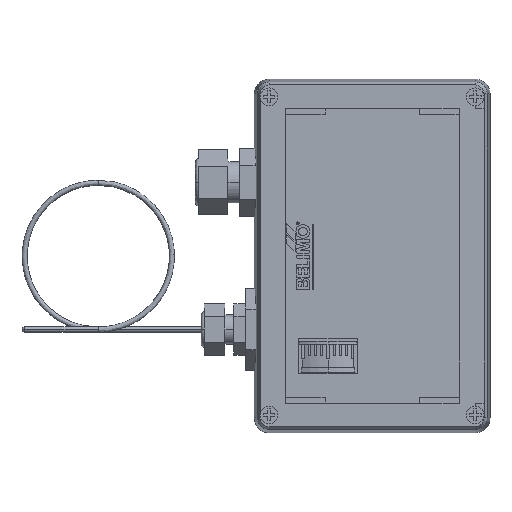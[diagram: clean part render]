
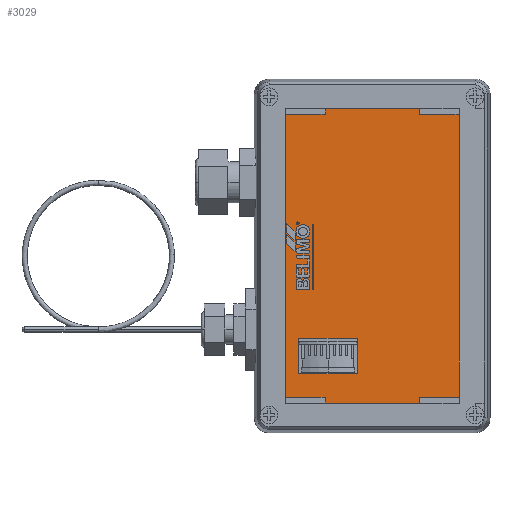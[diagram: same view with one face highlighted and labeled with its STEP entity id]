
A CAD part, top view. The second image highlights one B-rep face of the part: STEP entity #3029.
In plain terms, the highlighted planar face has unit normal (0, 0, 1).
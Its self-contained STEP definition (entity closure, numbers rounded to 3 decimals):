
#2875=VERTEX_POINT('',#8382);
#2927=VERTEX_POINT('',#8439);
#2999=EDGE_CURVE('',#5071,#4917,#8520,.T.);
#3029=ADVANCED_FACE('',(#8551,#8552),#8553,.T.);
#3109=VERTEX_POINT('',#8640);
#3371=EDGE_CURVE('',#3667,#2927,#8933,.T.);
#3509=VERTEX_POINT('',#9088);
#3541=EDGE_CURVE('',#3509,#3109,#9122,.T.);
#3667=VERTEX_POINT('',#9261);
#3767=VERTEX_POINT('',#9370);
#3949=VERTEX_POINT('',#9569);
#4085=EDGE_CURVE('',#7549,#3767,#9716,.T.);
#4189=EDGE_CURVE('',#7775,#7375,#9830,.T.);
#4283=EDGE_CURVE('',#7863,#8283,#9933,.T.);
#4917=VERTEX_POINT('',#10623);
#5071=VERTEX_POINT('',#10788);
#5715=EDGE_CURVE('',#5879,#3509,#11500,.T.);
#5861=EDGE_CURVE('',#8283,#7775,#11655,.T.);
#5879=VERTEX_POINT('',#11674);
#6333=EDGE_CURVE('',#7375,#7863,#12178,.T.);
#6551=EDGE_CURVE('',#2875,#5879,#12430,.T.);
#6569=EDGE_CURVE('',#2927,#8291,#12450,.T.);
#7013=EDGE_CURVE('',#3767,#3949,#12941,.T.);
#7083=EDGE_CURVE('',#3109,#4917,#13014,.T.);
#7199=EDGE_CURVE('',#8291,#2875,#13141,.T.);
#7375=VERTEX_POINT('',#13338);
#7549=VERTEX_POINT('',#13523);
#7775=VERTEX_POINT('',#13765);
#7863=VERTEX_POINT('',#13862);
#8023=EDGE_CURVE('',#5071,#7549,#14044,.T.);
#8173=EDGE_CURVE('',#3949,#3667,#14210,.T.);
#8283=VERTEX_POINT('',#14330);
#8291=VERTEX_POINT('',#14339);
#8382=CARTESIAN_POINT('',(-16.0,-23.0,48.0));
#8439=CARTESIAN_POINT('',(-29.5,73.0,48.0));
#8520=LINE('',#14646,#14647);
#8551=FACE_BOUND('',#14699,.T.);
#8552=FACE_OUTER_BOUND('',#14700,.T.);
#8553=PLANE('',#14701);
#8640=CARTESIAN_POINT('',(16.0,-23.0,48.0));
#8933=LINE('',#15210,#15211);
#9088=CARTESIAN_POINT('',(16.0,-25.0,48.0));
#9122=LINE('',#15514,#15515);
#9261=CARTESIAN_POINT('',(-16.0,73.0,48.0));
#9370=CARTESIAN_POINT('',(16.0,75.0,48.0));
#9569=CARTESIAN_POINT('',(-16.0,75.0,48.0));
#9716=LINE('',#17133,#17134);
#9830=LINE('',#17301,#17302);
#9933=LINE('',#17441,#17442);
#10623=CARTESIAN_POINT('',(29.5,-23.0,48.0));
#10788=CARTESIAN_POINT('',(29.5,73.0,48.0));
#11500=LINE('',#20752,#20753);
#11655=LINE('',#21004,#21005);
#11674=CARTESIAN_POINT('',(-16.0,-25.0,48.0));
#12178=LINE('',#22308,#22309);
#12430=LINE('',#22651,#22652);
#12450=LINE('',#22681,#22682);
#12941=LINE('',#23412,#23413);
#13014=LINE('',#23557,#23558);
#13141=LINE('',#23752,#23753);
#13338=CARTESIAN_POINT('',(-5.0,-15.0,48.0));
#13523=CARTESIAN_POINT('',(16.0,73.0,48.0));
#13765=CARTESIAN_POINT('',(-5.0,-3.0,48.0));
#13862=CARTESIAN_POINT('',(-25.0,-15.0,48.0));
#14044=LINE('',#25118,#25119);
#14210=LINE('',#25642,#25643);
#14330=CARTESIAN_POINT('',(-25.0,-3.0,48.0));
#14339=CARTESIAN_POINT('',(-29.5,-23.0,48.0));
#14646=CARTESIAN_POINT('',(29.5,3.0,48.0));
#14647=VECTOR('',#26019,1.0);
#14699=EDGE_LOOP('',(#26042,#26043,#26044,#26045));
#14700=EDGE_LOOP('',(#26046,#26047,#26048,#26049,#26050,#26051,#26052,#26053,#26054,#26055,#26056,#26057));
#14701=AXIS2_PLACEMENT_3D('',#26058,#26059,#26060);
#15210=CARTESIAN_POINT('',(0.0,73.0,48.0));
#15211=VECTOR('',#26512,1.0);
#15514=CARTESIAN_POINT('',(16.0,-27.5,48.0));
#15515=VECTOR('',#26718,1.0);
#17133=CARTESIAN_POINT('',(16.0,77.5,48.0));
#17134=VECTOR('',#27332,1.0);
#17301=CARTESIAN_POINT('',(-5.0,-9.0,48.0));
#17302=VECTOR('',#27471,1.0);
#17441=CARTESIAN_POINT('',(-25.0,-9.0,48.0));
#17442=VECTOR('',#27587,1.0);
#20752=CARTESIAN_POINT('',(0.0,-25.0,48.0));
#20753=VECTOR('',#29271,1.0);
#21004=CARTESIAN_POINT('',(0.0,-3.0,48.0));
#21005=VECTOR('',#29411,1.0);
#22308=CARTESIAN_POINT('',(0.0,-15.0,48.0));
#22309=VECTOR('',#30016,1.0);
#22651=CARTESIAN_POINT('',(-16.0,-27.5,48.0));
#22652=VECTOR('',#30377,1.0);
#22681=CARTESIAN_POINT('',(-29.5,-19.0,48.0));
#22682=VECTOR('',#30414,1.0);
#23412=CARTESIAN_POINT('',(0.0,75.0,48.0));
#23413=VECTOR('',#30980,1.0);
#23557=CARTESIAN_POINT('',(0.0,-23.0,48.0));
#23558=VECTOR('',#31034,1.0);
#23752=CARTESIAN_POINT('',(0.0,-23.0,48.0));
#23753=VECTOR('',#31155,1.0);
#25118=CARTESIAN_POINT('',(0.0,73.0,48.0));
#25119=VECTOR('',#32083,1.0);
#25642=CARTESIAN_POINT('',(-16.0,77.5,48.0));
#25643=VECTOR('',#32286,1.0);
#26019=DIRECTION('',(0.0,-1.0,0.0));
#26042=ORIENTED_EDGE('',*,*,#6333,.T.);
#26043=ORIENTED_EDGE('',*,*,#4283,.T.);
#26044=ORIENTED_EDGE('',*,*,#5861,.T.);
#26045=ORIENTED_EDGE('',*,*,#4189,.T.);
#26046=ORIENTED_EDGE('',*,*,#2999,.F.);
#26047=ORIENTED_EDGE('',*,*,#8023,.T.);
#26048=ORIENTED_EDGE('',*,*,#4085,.T.);
#26049=ORIENTED_EDGE('',*,*,#7013,.T.);
#26050=ORIENTED_EDGE('',*,*,#8173,.T.);
#26051=ORIENTED_EDGE('',*,*,#3371,.T.);
#26052=ORIENTED_EDGE('',*,*,#6569,.T.);
#26053=ORIENTED_EDGE('',*,*,#7199,.T.);
#26054=ORIENTED_EDGE('',*,*,#6551,.T.);
#26055=ORIENTED_EDGE('',*,*,#5715,.T.);
#26056=ORIENTED_EDGE('',*,*,#3541,.T.);
#26057=ORIENTED_EDGE('',*,*,#7083,.T.);
#26058=CARTESIAN_POINT('',(0.0,-19.0,48.0));
#26059=DIRECTION('',(0.0,0.0,1.0));
#26060=DIRECTION('',(1.0,0.0,0.0));
#26512=DIRECTION('',(-1.0,0.0,0.0));
#26718=DIRECTION('',(0.0,1.0,0.0));
#27332=DIRECTION('',(0.0,1.0,0.0));
#27471=DIRECTION('',(0.0,-1.0,0.0));
#27587=DIRECTION('',(0.0,1.0,0.0));
#29271=DIRECTION('',(1.0,0.0,0.0));
#29411=DIRECTION('',(1.0,0.0,0.0));
#30016=DIRECTION('',(-1.0,0.0,0.0));
#30377=DIRECTION('',(0.0,-1.0,0.0));
#30414=DIRECTION('',(0.0,-1.0,0.0));
#30980=DIRECTION('',(-1.0,0.0,0.0));
#31034=DIRECTION('',(1.0,0.0,0.0));
#31155=DIRECTION('',(1.0,0.0,0.0));
#32083=DIRECTION('',(-1.0,0.0,0.0));
#32286=DIRECTION('',(0.0,-1.0,0.0));
